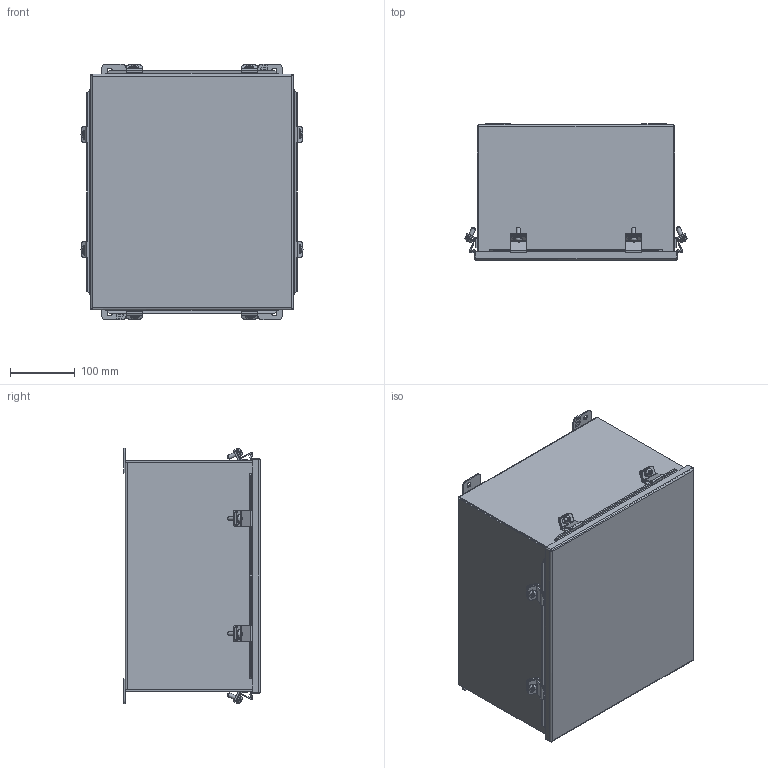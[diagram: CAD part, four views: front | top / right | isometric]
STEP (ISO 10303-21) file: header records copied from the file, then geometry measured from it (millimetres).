
FILE_DESCRIPTION (( 'STEP AP214' ), '1' );
FILE_NAME ('1414N4ALM8.STEP', '2019-09-14T17:59:22', ( '' ), ( '' ), 'SwSTEP 2.0', 'SolidWorks 2018', '' );
FILE_SCHEMA (( 'AUTOMOTIVE_DESIGN' ));
Length unit declared in the file: inch
Products named in the file (1): 1414N4ALM8
Bounding box: 342.63 x 210.46 x 393.7 mm (x, y, z)
Volume: 1346555.9 mm3; surface area: 1342765.1 mm2
Topology: 38 solids, 39 shells, 1051 faces, 2690 edges, 1730 vertices
Faces by surface type: plane 719, cylinder 238, cone 54, bspline 40
Full cylindrical faces by diameter (mm): 4.039 x6, 5.41 x8, 6.35 x8, 6.731 x4, 7.937 x4, 8.382 x6, 9.525 x6, 12.192 x8
Entity records: 48581 total; most frequent: CARTESIAN_POINT 10466, ORIENTED_EDGE 5160, DIRECTION 4840, EDGE_CURVE 2580, LINE 1832, VECTOR 1832, VERTEX_POINT 1708, AXIS2_PLACEMENT_3D 1504
